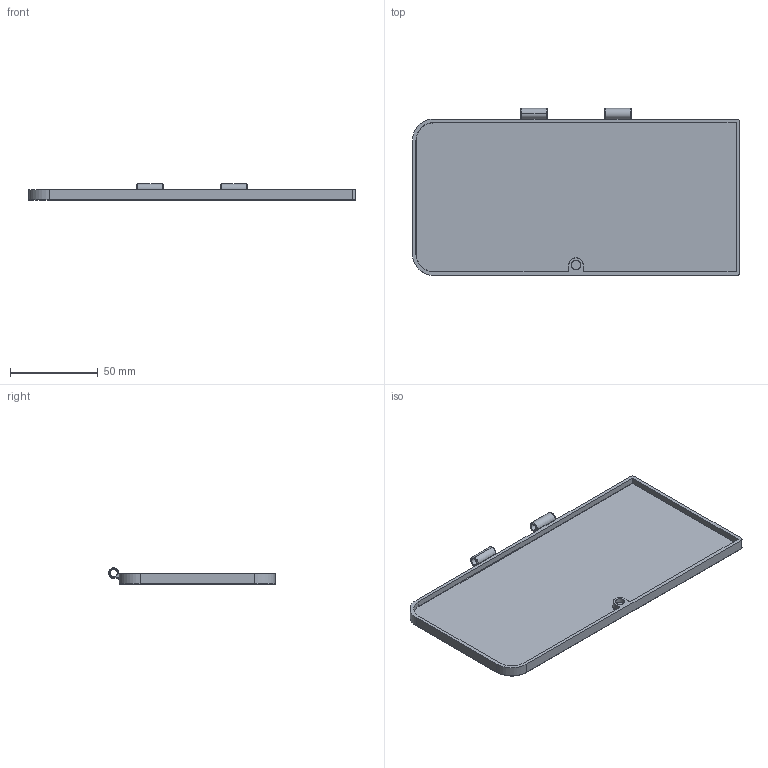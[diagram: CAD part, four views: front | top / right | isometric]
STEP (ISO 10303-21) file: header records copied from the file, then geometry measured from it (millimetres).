
FILE_DESCRIPTION (( 'STEP AP214' ), '1' );
FILE_NAME ('Cap.STEP', '2024-04-02T00:21:10', ( '' ), ( '' ), 'SwSTEP 2.0', 'SolidWorks 2023', '' );
FILE_SCHEMA (( 'AUTOMOTIVE_DESIGN' ));
Length unit declared in the file: millimetre
Products named in the file (1): Cap
Bounding box: 186 x 95 x 9.3 mm (x, y, z)
Volume: 45620.2 mm3; surface area: 38889 mm2
Topology: 1 solids, 1 shells, 82 faces, 200 edges, 122 vertices
Faces by surface type: cylinder 38, plane 23, torus 21
Entity records: 2456 total; most frequent: DIRECTION 463, CARTESIAN_POINT 425, ORIENTED_EDGE 400, EDGE_CURVE 200, AXIS2_PLACEMENT_3D 184, VERTEX_POINT 122, CIRCLE 101, LINE 95
